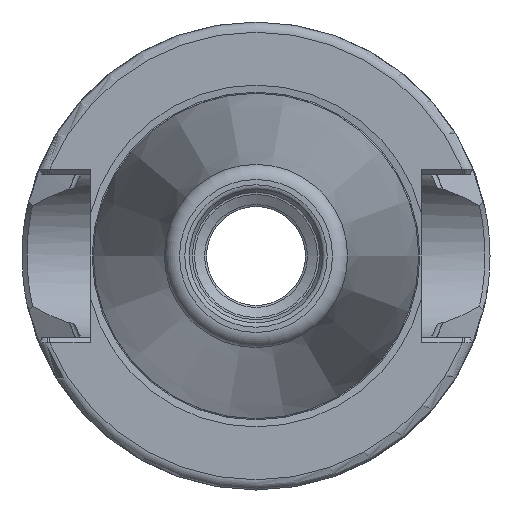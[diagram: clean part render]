
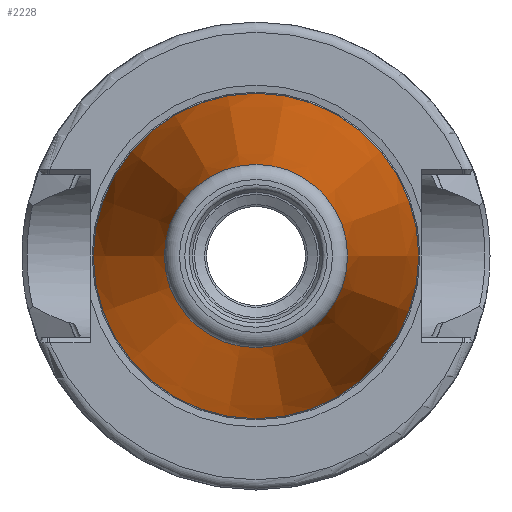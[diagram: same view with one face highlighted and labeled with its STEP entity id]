
A CAD part, left-side view. The second image highlights one B-rep face of the part: STEP entity #2228.
In plain terms, the highlighted conical face has half-angle 8.297 degrees and reference radius 12.502 mm.
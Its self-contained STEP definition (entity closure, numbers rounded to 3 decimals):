
#132=CONICAL_SURFACE('',#2462,12.502,0.145);
#279=FACE_OUTER_BOUND('',#404,.T.);
#404=EDGE_LOOP('',(#1876,#1877,#1878,#1879,#1880,#1881,#1882));
#520=LINE('',#4391,#621);
#621=VECTOR('',#2992,12.502);
#755=CIRCLE('',#2458,9.004);
#756=CIRCLE('',#2459,9.004);
#757=CIRCLE('',#2460,9.004);
#759=CIRCLE('',#2463,15.999);
#760=CIRCLE('',#2464,15.999);
#985=VERTEX_POINT('',#4379);
#986=VERTEX_POINT('',#4380);
#987=VERTEX_POINT('',#4382);
#988=VERTEX_POINT('',#4387);
#989=VERTEX_POINT('',#4388);
#1299=EDGE_CURVE('',#985,#986,#755,.T.);
#1300=EDGE_CURVE('',#987,#985,#756,.T.);
#1301=EDGE_CURVE('',#986,#987,#757,.T.);
#1303=EDGE_CURVE('',#988,#989,#759,.T.);
#1304=EDGE_CURVE('',#989,#988,#760,.T.);
#1305=EDGE_CURVE('',#989,#987,#520,.T.);
#1876=ORIENTED_EDGE('',*,*,#1303,.F.);
#1877=ORIENTED_EDGE('',*,*,#1304,.F.);
#1878=ORIENTED_EDGE('',*,*,#1305,.T.);
#1879=ORIENTED_EDGE('',*,*,#1300,.T.);
#1880=ORIENTED_EDGE('',*,*,#1299,.T.);
#1881=ORIENTED_EDGE('',*,*,#1301,.T.);
#1882=ORIENTED_EDGE('',*,*,#1305,.F.);
#2228=ADVANCED_FACE('',(#279),#132,.T.);
#2458=AXIS2_PLACEMENT_3D('',#4381,#2978,#2979);
#2459=AXIS2_PLACEMENT_3D('',#4383,#2980,#2981);
#2460=AXIS2_PLACEMENT_3D('',#4384,#2982,#2983);
#2462=AXIS2_PLACEMENT_3D('',#4386,#2986,#2987);
#2463=AXIS2_PLACEMENT_3D('',#4389,#2988,#2989);
#2464=AXIS2_PLACEMENT_3D('',#4390,#2990,#2991);
#2978=DIRECTION('center_axis',(1.,0.,0.));
#2979=DIRECTION('ref_axis',(0.,0.,-1.));
#2980=DIRECTION('center_axis',(1.,0.,0.));
#2981=DIRECTION('ref_axis',(0.,0.,-1.));
#2982=DIRECTION('center_axis',(1.,0.,0.));
#2983=DIRECTION('ref_axis',(0.,0.,-1.));
#2986=DIRECTION('center_axis',(1.,0.,0.));
#2987=DIRECTION('ref_axis',(0.,1.,0.));
#2988=DIRECTION('center_axis',(1.,0.,0.));
#2989=DIRECTION('ref_axis',(0.,0.,-1.));
#2990=DIRECTION('center_axis',(1.,0.,0.));
#2991=DIRECTION('ref_axis',(0.,0.,-1.));
#2992=DIRECTION('',(-0.99,0.144,0.));
#4379=CARTESIAN_POINT('',(-47.116,9.004,0.));
#4380=CARTESIAN_POINT('',(-47.116,0.,9.004));
#4381=CARTESIAN_POINT('Origin',(-47.116,0.,
0.));
#4382=CARTESIAN_POINT('',(-47.116,-9.004,0.));
#4383=CARTESIAN_POINT('Origin',(-47.116,0.,
0.));
#4384=CARTESIAN_POINT('Origin',(-47.116,0.,
0.));
#4386=CARTESIAN_POINT('Origin',(-23.132,0.,
0.));
#4387=CARTESIAN_POINT('',(0.852,15.999,0.));
#4388=CARTESIAN_POINT('',(0.852,-15.999,0.));
#4389=CARTESIAN_POINT('Origin',(0.852,0.,
0.));
#4390=CARTESIAN_POINT('Origin',(0.852,0.,
0.));
#4391=CARTESIAN_POINT('',(-23.132,-12.502,0.));
